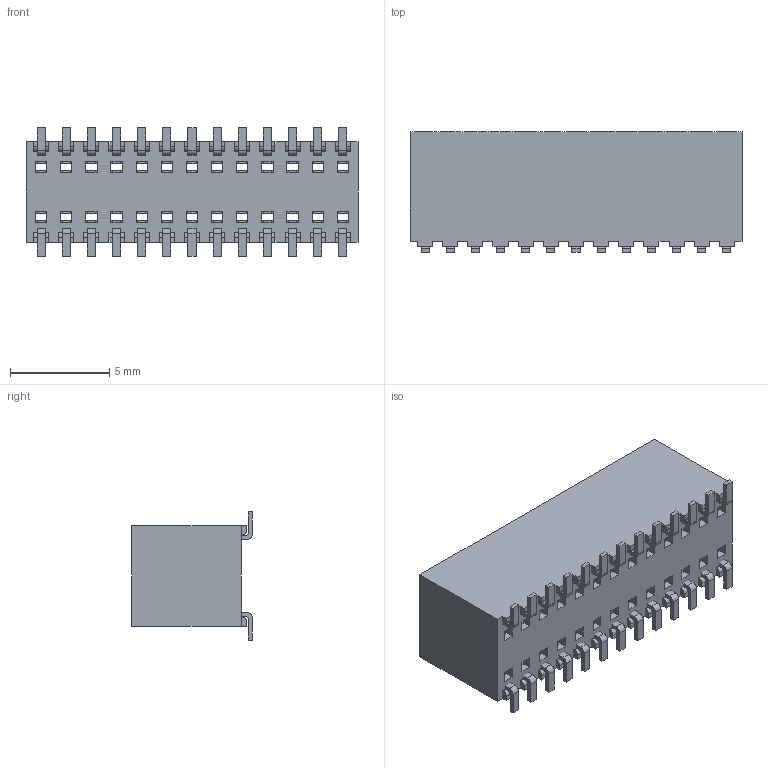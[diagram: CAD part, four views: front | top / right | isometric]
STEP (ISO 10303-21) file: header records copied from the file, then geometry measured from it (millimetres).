
FILE_DESCRIPTION( ( 'STEP AP214' ), '1' );
FILE_NAME( 'RSM-113-02-L-D.stp', '2022-06-08T09:01:46', ( 'License CC BY-ND 4.0' ), ( 'CADENAS' ), ' ', 'PARTsolutions', ' ' );
FILE_SCHEMA( ( 'AUTOMOTIVE_DESIGN { 1 0 10303 214 1 1 1 1 }' ) );
Length unit declared in the file: inch
Products named in the file (3): RSM-113-02-L-D; _RSM-113-02-D_socket; _C-64-02-13-D
Assembly tree (2 placements, depth 2):
  RSM-113-02-L-D
    _RSM-113-02-D_socket
    _C-64-02-13-D
Bounding box: 16.76 x 6.1 x 6.48 mm (x, y, z)
Surface area: 1313.1 mm2
Topology: 2 solids, 2 shells, 792 faces, 2338 edges, 1524 vertices
Faces by surface type: plane 714, cylinder 78
Entity records: 32464 total; most frequent: ORIENTED_EDGE 4676, CARTESIAN_POINT 4657, DIRECTION 4084, EDGE_CURVE 2338, LINE 2182, VECTOR 2182, VERTEX_POINT 1524, AXIS2_PLACEMENT_3D 951
